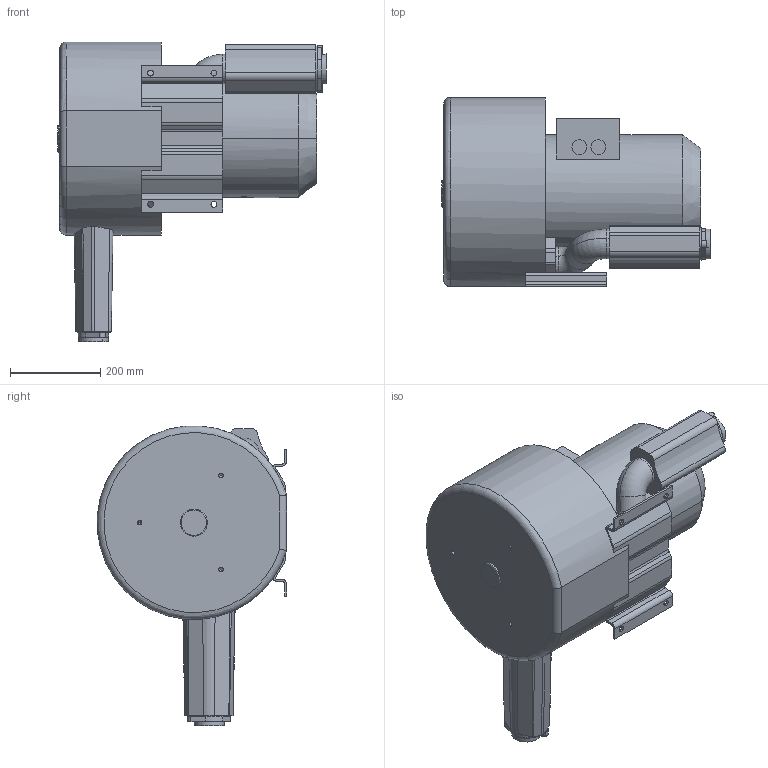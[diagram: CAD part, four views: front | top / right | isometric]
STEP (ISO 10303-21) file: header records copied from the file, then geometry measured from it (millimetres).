
FILE_DESCRIPTION((''),'2;1');
FILE_NAME('MD-000759_ASM','2012-01-31T',('rnennstiel'),('vacuvane vacuum technology gmbh'),'PRO/ENGINEER BY PARAMETRIC TECHNOLOGY CORPORATION, 2010140','PRO/ENGINEER BY PARAMETRIC TECHNOLOGY CORPORATION, 2010140','');
FILE_SCHEMA(('AUTOMOTIVE_DESIGN_CC2 { 1 2 10303 214 -1 1 5 2 }'));
Length unit declared in the file: millimetre
Products named in the file (4): MD-000758; MD-000014; MD-000264; MD-000759_ASM
Assembly tree (5 placements, depth 2):
  MD-000759_ASM
    MD-000758
    MD-000014  x2
    MD-000264  x2
Bounding box: 593 x 418.2 x 662.97 mm (x, y, z)
Volume: 53802957.1 mm3; surface area: 1434436.5 mm2
Topology: 5 solids, 19 shells, 1052 faces, 2879 edges, 1901 vertices
Faces by surface type: extrusion 414, plane 391, cylinder 208, cone 32, torus 7
Entity records: 34964 total; most frequent: CARTESIAN_POINT 10489, ORIENTED_EDGE 5382, DIRECTION 3843, EDGE_CURVE 2715, VERTEX_POINT 1807, VECTOR 1739, B_SPLINE_CURVE_WITH_KNOTS 1351, LINE 1325
